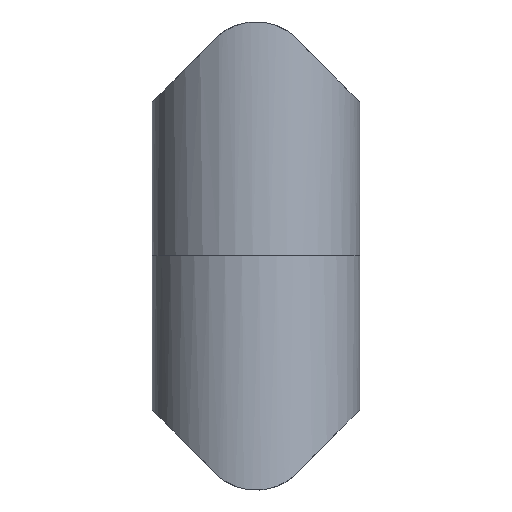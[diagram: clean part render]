
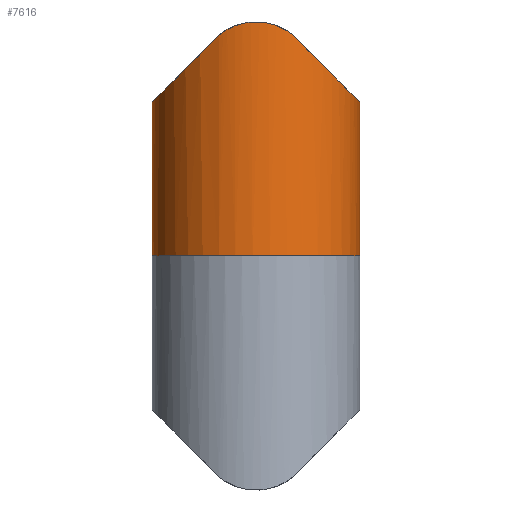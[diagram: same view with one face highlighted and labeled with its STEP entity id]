
A CAD part, left-side view. The second image highlights one B-rep face of the part: STEP entity #7616.
In plain terms, the highlighted cylindrical face has radius 16.85 mm (diameter 33.7 mm), a full revolution.
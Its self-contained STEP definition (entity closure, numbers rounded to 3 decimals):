
#25 = CARTESIAN_POINT ( 'NONE',  ( 15.731, 6.039, 35.811 ) ) ;
#490 = CARTESIAN_POINT ( 'NONE',  ( -9.163, 23.148, 18.702 ) ) ;
#618 = CARTESIAN_POINT ( 'NONE',  ( -16.312, -4.252, 37.004 ) ) ;
#917 = CARTESIAN_POINT ( 'NONE',  ( -15.731, -6.039, 35.811 ) ) ;
#1041 = ORIENTED_EDGE ( 'NONE', *, *, #10618, .T. ) ;
#1137 = CARTESIAN_POINT ( 'NONE',  ( 16.715, -2.199, 37.757 ) ) ;
#1183 = CARTESIAN_POINT ( 'NONE',  ( 16.843, -0.545, 37.988 ) ) ;
#1267 = CARTESIAN_POINT ( 'NONE',  ( 0., 0., 0. ) ) ;
#1804 = CARTESIAN_POINT ( 'NONE',  ( 15.731, -6.039, 35.811 ) ) ;
#1997 = EDGE_CURVE ( 'NONE', #11243, #13985, #13587, .T. ) ;
#2125 = AXIS2_PLACEMENT_3D ( 'NONE', #1267, #6699, #12190 ) ;
#2162 = CARTESIAN_POINT ( 'NONE',  ( 16.433, 3.762, 37.234 ) ) ;
#2358 = CARTESIAN_POINT ( 'NONE',  ( 16.038, 5.191, 36.46 ) ) ;
#2528 = ORIENTED_EDGE ( 'NONE', *, *, #7816, .T. ) ;
#2783 = VERTEX_POINT ( 'NONE', #10731 ) ;
#3177 = DIRECTION ( 'NONE',  ( 0., 0., -1. ) ) ;
#3220 = CARTESIAN_POINT ( 'NONE',  ( 0., 0., 46.2 ) ) ;
#3259 = EDGE_LOOP ( 'NONE', ( #9400 ) ) ;
#3365 = CARTESIAN_POINT ( 'NONE',  ( 16.628, 2.738, 37.598 ) ) ;
#3413 = CARTESIAN_POINT ( 'NONE',  ( 16.796, -1.378, 37.903 ) ) ;
#3464 = CARTESIAN_POINT ( 'NONE',  ( 16.707, 2.208, 37.742 ) ) ;
#3864 = CARTESIAN_POINT ( 'NONE',  ( -16.628, -2.738, 37.598 ) ) ;
#3875 = CARTESIAN_POINT ( 'NONE',  ( -15.731, 6.039, 35.811 ) ) ;
#4403 = CARTESIAN_POINT ( 'NONE',  ( 16.85, -0.268, 38. ) ) ;
#4458 = CARTESIAN_POINT ( 'NONE',  ( 16.311, -4.256, 37.002 ) ) ;
#4514 = CARTESIAN_POINT ( 'NONE',  ( 16.636, -2.729, 37.613 ) ) ;
#4599 = VERTEX_POINT ( 'NONE', #7870 ) ;
#4866 = CARTESIAN_POINT ( 'NONE',  ( -16.843, 0.545, 37.988 ) ) ;
#4909 = CARTESIAN_POINT ( 'NONE',  ( -15.887, -5.631, 36.152 ) ) ;
#4915 = B_SPLINE_CURVE_WITH_KNOTS ( 'NONE', 3,
 ( #7214, #4909, #12655, #618, #11612, #8136, #3864, #9334, #5061, #13680, #11511, #12611, #4866, #6067, #13774, #5010, #6017, #13721, #12701, #13633, #6108, #11565 ),
 .UNSPECIFIED., .F., .F.,
 ( 4, 2, 2, 2, 2, 2, 2, 2, 2, 2, 4 ),
 ( 0.002, 0.003, 0.005, 0.006, 0.007, 0.008, 0.009, 0.01, 0.012, 0.013, 0.015 ),
 .UNSPECIFIED. ) ;
#5010 = CARTESIAN_POINT ( 'NONE',  ( -16.715, 2.199, 37.757 ) ) ;
#5061 = CARTESIAN_POINT ( 'NONE',  ( -16.741, -1.937, 37.803 ) ) ;
#5207 = CARTESIAN_POINT ( 'NONE',  ( -9.163, -23.148, 18.702 ) ) ;
#5573 = CARTESIAN_POINT ( 'NONE',  ( 16.583, 2.998, 37.515 ) ) ;
#5608 = CARTESIAN_POINT ( 'NONE',  ( 15.731, -6.039, 35.811 ) ) ;
#5613 = CARTESIAN_POINT ( 'NONE',  ( 16.039, -5.188, 36.462 ) ) ;
#5662 = CARTESIAN_POINT ( 'NONE',  ( 16.85, 0.562, 37.999 ) ) ;
#6017 = CARTESIAN_POINT ( 'NONE',  ( -16.636, 2.729, 37.613 ) ) ;
#6067 = CARTESIAN_POINT ( 'NONE',  ( -16.816, 1.099, 37.94 ) ) ;
#6108 = CARTESIAN_POINT ( 'NONE',  ( -15.889, 5.627, 36.155 ) ) ;
#6555 = FACE_OUTER_BOUND ( 'NONE', #3259, .T. ) ;
#6669 = CARTESIAN_POINT ( 'NONE',  ( 15.889, -5.627, 36.155 ) ) ;
#6699 = DIRECTION ( 'NONE',  ( 0., 0., 1. ) ) ;
#7133 = CARTESIAN_POINT ( 'NONE',  ( 15.731, 6.039, 35.811 ) ) ;
#7214 = CARTESIAN_POINT ( 'NONE',  ( -15.731, -6.039, 35.811 ) ) ;
#7418 = CYLINDRICAL_SURFACE ( 'NONE', #8645, 16.85 ) ;
#7616 = ADVANCED_FACE ( 'NONE', ( #6555, #12942 ), #7418, .T. ) ;
#7743 = EDGE_LOOP ( 'NONE', ( #1041, #8362, #8307, #2528 ) ) ;
#7779 = CARTESIAN_POINT ( 'NONE',  ( 15.887, 5.631, 36.152 ) ) ;
#7816 = EDGE_CURVE ( 'NONE', #13985, #10939, #11291, .T. ) ;
#7870 = CARTESIAN_POINT ( 'NONE',  ( 16.85, 0., 0. ) ) ;
#8136 = CARTESIAN_POINT ( 'NONE',  ( -16.583, -2.998, 37.515 ) ) ;
#8307 = ORIENTED_EDGE ( 'NONE', *, *, #1997, .T. ) ;
#8362 = ORIENTED_EDGE ( 'NONE', *, *, #12896, .T. ) ;
#8645 = AXIS2_PLACEMENT_3D ( 'NONE', #3220, #3177, #10929 ) ;
#8866 = CARTESIAN_POINT ( 'NONE',  ( 16.816, -1.099, 37.94 ) ) ;
#9300 = CARTESIAN_POINT ( 'NONE',  ( 9.163, 23.148, 18.702 ) ) ;
#9334 = CARTESIAN_POINT ( 'NONE',  ( -16.707, -2.208, 37.742 ) ) ;
#9400 = ORIENTED_EDGE ( 'NONE', *, *, #12622, .T. ) ;
#9978 = CARTESIAN_POINT ( 'NONE',  ( 15.731, 6.039, 35.811 ) ) ;
#10388 = CIRCLE ( 'NONE', #2125, 16.85 ) ;
#10421 =( BOUNDED_CURVE ( )  B_SPLINE_CURVE ( 3, ( #1804, #12907, #5207, #917 ),
 .UNSPECIFIED., .F., .F. ) 
 B_SPLINE_CURVE_WITH_KNOTS ( ( 4, 4 ),
 ( 5.079, 7.487 ),
 .UNSPECIFIED. ) 
 CURVE ( )  GEOMETRIC_REPRESENTATION_ITEM ( )  RATIONAL_B_SPLINE_CURVE ( ( 1., 0.572, 0.572, 1. ) ) 
 REPRESENTATION_ITEM ( '' )  );
#10618 = EDGE_CURVE ( 'NONE', #10939, #2783, #10421, .T. ) ;
#10731 = CARTESIAN_POINT ( 'NONE',  ( -15.731, -6.039, 35.811 ) ) ;
#10929 = DIRECTION ( 'NONE',  ( -1., 0., 0. ) ) ;
#10939 = VERTEX_POINT ( 'NONE', #5608 ) ;
#11113 = CARTESIAN_POINT ( 'NONE',  ( 16.312, 4.252, 37.004 ) ) ;
#11243 = VERTEX_POINT ( 'NONE', #13803 ) ;
#11291 = B_SPLINE_CURVE_WITH_KNOTS ( 'NONE', 3,
 ( #25, #7779, #2358, #11113, #2162, #5573, #3365, #3464, #12261, #12160, #5662, #4403, #1183, #8866, #3413, #1137, #4514, #13270, #4458, #5613, #6669, #13323 ),
 .UNSPECIFIED., .F., .F.,
 ( 4, 2, 2, 2, 2, 2, 2, 2, 2, 2, 4 ),
 ( 0.002, 0.003, 0.005, 0.006, 0.007, 0.008, 0.009, 0.01, 0.012, 0.013, 0.015 ),
 .UNSPECIFIED. ) ;
#11511 = CARTESIAN_POINT ( 'NONE',  ( -16.85, -0.562, 37.999 ) ) ;
#11565 = CARTESIAN_POINT ( 'NONE',  ( -15.731, 6.039, 35.811 ) ) ;
#11612 = CARTESIAN_POINT ( 'NONE',  ( -16.433, -3.762, 37.234 ) ) ;
#12160 = CARTESIAN_POINT ( 'NONE',  ( 16.822, 1.113, 37.951 ) ) ;
#12190 = DIRECTION ( 'NONE',  ( 1., 0., 0. ) ) ;
#12261 = CARTESIAN_POINT ( 'NONE',  ( 16.741, 1.937, 37.803 ) ) ;
#12611 = CARTESIAN_POINT ( 'NONE',  ( -16.85, 0.268, 38. ) ) ;
#12622 = EDGE_CURVE ( 'NONE', #4599, #4599, #10388, .T. ) ;
#12655 = CARTESIAN_POINT ( 'NONE',  ( -16.038, -5.191, 36.46 ) ) ;
#12701 = CARTESIAN_POINT ( 'NONE',  ( -16.311, 4.256, 37.002 ) ) ;
#12896 = EDGE_CURVE ( 'NONE', #2783, #11243, #4915, .T. ) ;
#12907 = CARTESIAN_POINT ( 'NONE',  ( 9.163, -23.148, 18.702 ) ) ;
#12942 = FACE_OUTER_BOUND ( 'NONE', #7743, .T. ) ;
#13270 = CARTESIAN_POINT ( 'NONE',  ( 16.434, -3.756, 37.236 ) ) ;
#13323 = CARTESIAN_POINT ( 'NONE',  ( 15.731, -6.039, 35.811 ) ) ;
#13587 =( BOUNDED_CURVE ( )  B_SPLINE_CURVE ( 3, ( #3875, #490, #9300, #7133 ),
 .UNSPECIFIED., .F., .T. ) 
 B_SPLINE_CURVE_WITH_KNOTS ( ( 4, 4 ),
 ( 5.079, 7.487 ),
 .UNSPECIFIED. ) 
 CURVE ( )  GEOMETRIC_REPRESENTATION_ITEM ( )  RATIONAL_B_SPLINE_CURVE ( ( 1., 0.572, 0.572, 1. ) ) 
 REPRESENTATION_ITEM ( '' )  );
#13633 = CARTESIAN_POINT ( 'NONE',  ( -16.039, 5.188, 36.462 ) ) ;
#13680 = CARTESIAN_POINT ( 'NONE',  ( -16.822, -1.113, 37.951 ) ) ;
#13721 = CARTESIAN_POINT ( 'NONE',  ( -16.434, 3.756, 37.236 ) ) ;
#13774 = CARTESIAN_POINT ( 'NONE',  ( -16.796, 1.378, 37.903 ) ) ;
#13803 = CARTESIAN_POINT ( 'NONE',  ( -15.731, 6.039, 35.811 ) ) ;
#13985 = VERTEX_POINT ( 'NONE', #9978 ) ;
